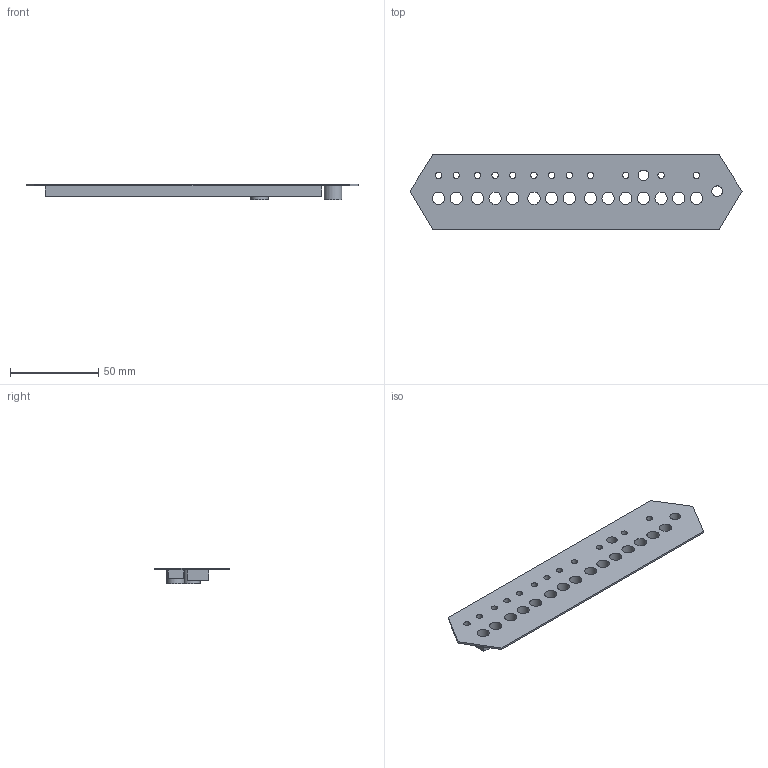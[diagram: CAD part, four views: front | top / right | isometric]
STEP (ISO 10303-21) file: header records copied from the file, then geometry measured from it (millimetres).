
FILE_DESCRIPTION(/* description */ (''),/* implementation_level */ '2;1');
FILE_NAME(/* name */ 'Front Panel.step',/* time_stamp */ '2021-04-07T11:31:17-04:00',/* author */ (''),/* organization */ (''),/* preprocessor_version */ 'ST-DEVELOPER v18.1',/* originating_system */ 'Autodesk Translation Framework v9.10.0.1330',/* authorisation */ '');
FILE_SCHEMA (('AUTOMOTIVE_DESIGN { 1 0 10303 214 3 1 1 }'));
Length unit declared in the file: millimetre
Products named in the file (1): Front Panel
Bounding box: 188 x 42.5 x 9 mm (x, y, z)
Volume: 20979.7 mm3; surface area: 21389.2 mm2
Topology: 1 solids, 1 shells, 56 faces, 147 edges, 98 vertices
Faces by surface type: cylinder 31, plane 25
Full cylindrical faces by diameter (mm): 3.6 x12, 6 x2, 7 x15, 10 x2
Entity records: 1902 total; most frequent: DIRECTION 323, CARTESIAN_POINT 302, ORIENTED_EDGE 294, EDGE_CURVE 147, EDGE_LOOP 119, AXIS2_PLACEMENT_3D 119, VERTEX_POINT 98, LINE 85
